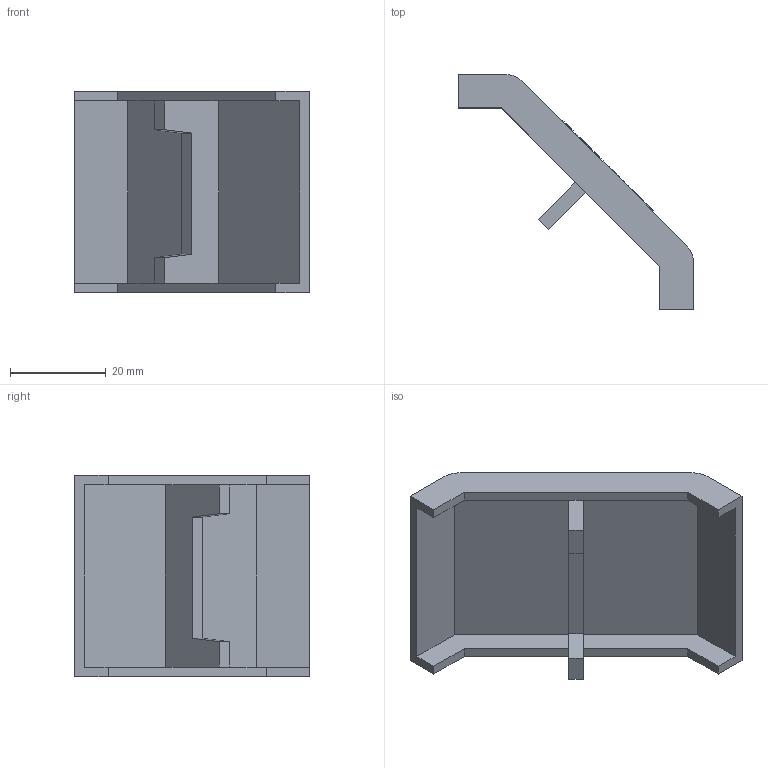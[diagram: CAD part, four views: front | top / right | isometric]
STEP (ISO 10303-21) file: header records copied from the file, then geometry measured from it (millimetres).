
FILE_DESCRIPTION((''),'2;1');
FILE_NAME('AR3433.stp','2016-08-23T14:44:51',('Konstruktor II'),(''),'Autodesk Inventor 2013','Autodesk Inventor 2013','');
FILE_SCHEMA(('AUTOMOTIVE_DESIGN { 1 0 10303 214 1 1 1 1 }'));
Length unit declared in the file: millimetre
Products named in the file (1): AR3433
Bounding box: 49 x 49 x 42 mm (x, y, z)
Volume: 8804.6 mm3; surface area: 9007.3 mm2
Topology: 1 solids, 1 shells, 175 faces, 461 edges, 306 vertices
Faces by surface type: plane 141, bspline 32, cylinder 2
Entity records: 5505 total; most frequent: CARTESIAN_POINT 1359, ORIENTED_EDGE 922, DIRECTION 689, EDGE_CURVE 461, VECTOR 393, LINE 393, VERTEX_POINT 306, EDGE_LOOP 193
